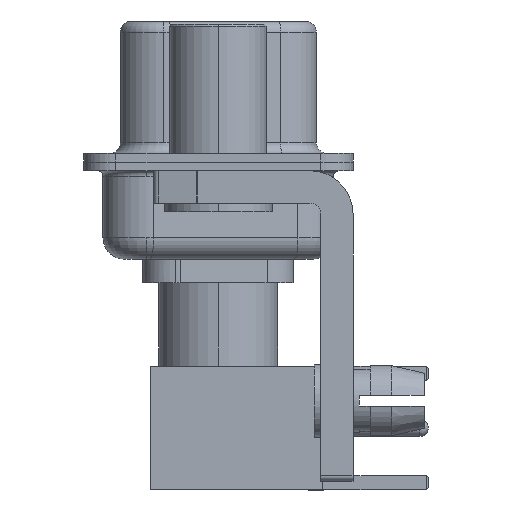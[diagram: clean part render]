
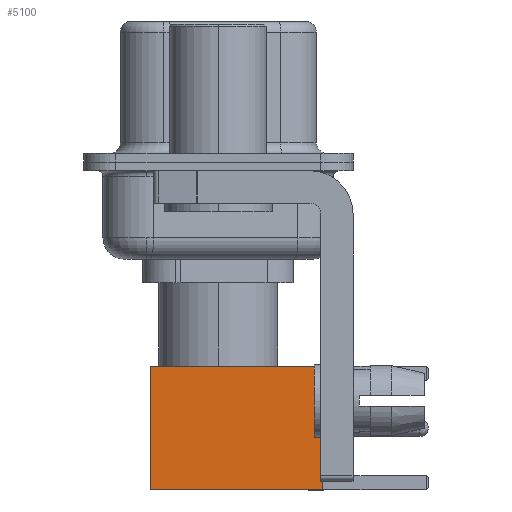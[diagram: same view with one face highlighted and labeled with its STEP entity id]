
A CAD part, left-side view. The second image highlights one B-rep face of the part: STEP entity #5100.
In plain terms, the highlighted face is planar.
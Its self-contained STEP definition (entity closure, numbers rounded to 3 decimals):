
#143 = DIRECTION ( 'NONE',  ( 0., 1., 0. ) ) ;
#1253 = DIRECTION ( 'NONE',  ( 0., 0., -1. ) ) ;
#2398 = DIRECTION ( 'NONE',  ( -1., 0., 0. ) ) ;
#3095 = VERTEX_POINT ( 'NONE', #3876 ) ;
#3809 = CARTESIAN_POINT ( 'NONE',  ( 0., 2.875, 0. ) ) ;
#3876 = CARTESIAN_POINT ( 'NONE',  ( 2.875, 2.875, 0. ) ) ;
#4195 = VECTOR ( 'NONE', #1253, 1000. ) ;
#5100 = ADVANCED_FACE ( 'NONE', ( #14443 ), #12677, .T. ) ;
#5136 = EDGE_CURVE ( 'NONE', #12615, #9725, #9169, .T. ) ;
#5195 = EDGE_LOOP ( 'NONE', ( #18345, #16740, #20097, #7068 ) ) ;
#5315 = CARTESIAN_POINT ( 'NONE',  ( -2.875, 2.875, 0. ) ) ;
#5945 = EDGE_CURVE ( 'NONE', #13011, #3095, #9920, .T. ) ;
#7068 = ORIENTED_EDGE ( 'NONE', *, *, #21304, .F. ) ;
#8827 = CARTESIAN_POINT ( 'NONE',  ( 2.875, 2.875, 8. ) ) ;
#9169 = LINE ( 'NONE', #5315, #21063 ) ;
#9508 = CARTESIAN_POINT ( 'NONE',  ( -2.875, 2.875, 8. ) ) ;
#9725 = VERTEX_POINT ( 'NONE', #17966 ) ;
#9920 = LINE ( 'NONE', #15312, #4195 ) ;
#12455 = DIRECTION ( 'NONE',  ( 0., 0., -1. ) ) ;
#12615 = VERTEX_POINT ( 'NONE', #9508 ) ;
#12677 = PLANE ( 'NONE',  #22914 ) ;
#13011 = VERTEX_POINT ( 'NONE', #8827 ) ;
#14307 = VECTOR ( 'NONE', #2398, 1000. ) ;
#14443 = FACE_OUTER_BOUND ( 'NONE', #5195, .T. ) ;
#14934 = LINE ( 'NONE', #3809, #14307 ) ;
#15312 = CARTESIAN_POINT ( 'NONE',  ( 2.875, 2.875, 0. ) ) ;
#15862 = DIRECTION ( 'NONE',  ( 0., 0., 1. ) ) ;
#16211 = CARTESIAN_POINT ( 'NONE',  ( 2.875, 2.875, 0. ) ) ;
#16740 = ORIENTED_EDGE ( 'NONE', *, *, #18354, .T. ) ;
#17867 = LINE ( 'NONE', #17982, #18473 ) ;
#17966 = CARTESIAN_POINT ( 'NONE',  ( -2.875, 2.875, 0. ) ) ;
#17982 = CARTESIAN_POINT ( 'NONE',  ( 0., 2.875, 8. ) ) ;
#18345 = ORIENTED_EDGE ( 'NONE', *, *, #5945, .T. ) ;
#18354 = EDGE_CURVE ( 'NONE', #3095, #9725, #14934, .T. ) ;
#18473 = VECTOR ( 'NONE', #21727, 1000. ) ;
#20097 = ORIENTED_EDGE ( 'NONE', *, *, #5136, .F. ) ;
#21063 = VECTOR ( 'NONE', #12455, 1000. ) ;
#21304 = EDGE_CURVE ( 'NONE', #13011, #12615, #17867, .T. ) ;
#21727 = DIRECTION ( 'NONE',  ( -1., 0., 0. ) ) ;
#22914 = AXIS2_PLACEMENT_3D ( 'NONE', #16211, #143, #15862 ) ;
